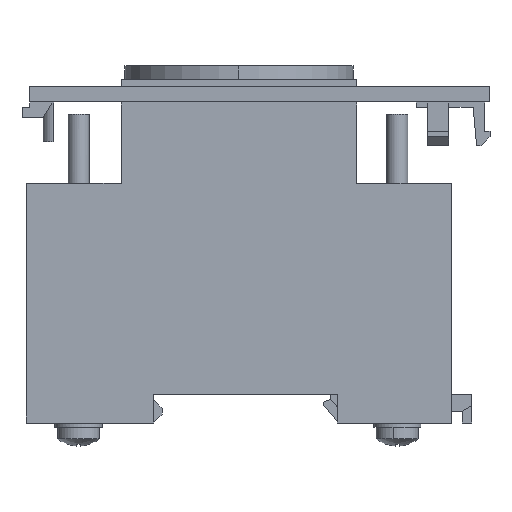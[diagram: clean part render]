
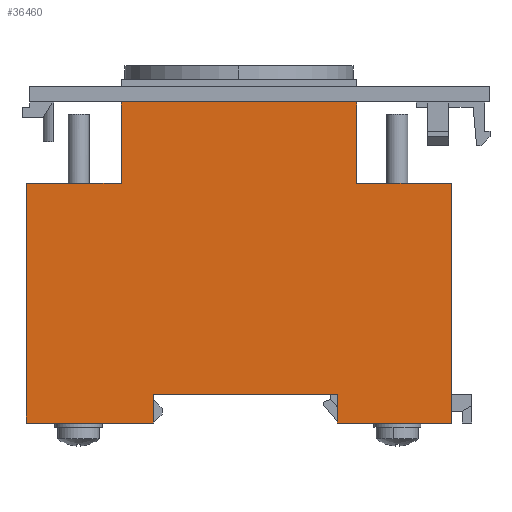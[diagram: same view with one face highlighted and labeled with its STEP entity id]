
A CAD part, left-side view. The second image highlights one B-rep face of the part: STEP entity #36460.
In plain terms, the highlighted planar face has unit normal (-1, 0, 0).
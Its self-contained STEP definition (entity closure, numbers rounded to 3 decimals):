
#21850=CARTESIAN_POINT('',(2.85,12.55,
-26.9));
#21860=DIRECTION('',(-1.,0.,0.));
#21870=DIRECTION('',(0.,0.,1.));
#21880=AXIS2_PLACEMENT_3D('',#21850,#21860,#21870);
#21890=PLANE('',#21880);
#21910=CARTESIAN_POINT('',(2.85,75.35,41.));
#21920=DIRECTION('',(0.,0.,-1.));
#21930=VECTOR('',#21920,1.);
#21940=LINE('',#21910,#21930);
#21980=CARTESIAN_POINT('',(2.85,30.55,41.));
#21990=DIRECTION('',(0.,0.,1.));
#22000=VECTOR('',#21990,1.);
#22010=LINE('',#21980,#22000);
#25880=CARTESIAN_POINT('',(2.85,30.55,34.15));
#25890=VERTEX_POINT('',#25880);
#25920=CARTESIAN_POINT('',(2.85,0.,34.15));
#25930=DIRECTION('',(0.,-1.,0.));
#25940=VECTOR('',#25930,1.);
#25950=LINE('',#25920,#25940);
#25960=CARTESIAN_POINT('',(2.85,75.35,34.15));
#25970=VERTEX_POINT('',#25960);
#25980=EDGE_CURVE('',#25970,#25890,#25950,.T.);
#35690=CARTESIAN_POINT('',(2.85,30.55,18.65));
#35700=VERTEX_POINT('',#35690);
#35710=EDGE_CURVE('',#35700,#25890,#22010,.T.);
#35720=ORIENTED_EDGE('',*,*,#35710,.T.);
#35730=CARTESIAN_POINT('',(2.85,30.55,18.65));
#35740=DIRECTION('',(0.,-1.,0.));
#35750=VECTOR('',#35740,1.);
#35760=LINE('',#35730,#35750);
#35770=CARTESIAN_POINT('',(2.85,12.55,18.65));
#35780=VERTEX_POINT('',#35770);
#35790=EDGE_CURVE('',#35700,#35780,#35760,.T.);
#35800=ORIENTED_EDGE('',*,*,#35790,.F.);
#35810=CARTESIAN_POINT('',(2.85,12.55,18.65));
#35820=DIRECTION('',(0.,0.,-1.));
#35830=VECTOR('',#35820,1.);
#35840=LINE('',#35810,#35830);
#35850=CARTESIAN_POINT('',(2.85,12.55,-26.9));
#35860=VERTEX_POINT('',#35850);
#35870=EDGE_CURVE('',#35780,#35860,#35840,.T.);
#35880=ORIENTED_EDGE('',*,*,#35870,.F.);
#35890=CARTESIAN_POINT('',(2.85,34.25,-26.9));
#35900=DIRECTION('',(0.,-1.,0.));
#35910=VECTOR('',#35900,1.);
#35920=LINE('',#35890,#35910);
#35930=CARTESIAN_POINT('',(2.85,34.25,-26.9));
#35940=VERTEX_POINT('',#35930);
#35950=EDGE_CURVE('',#35940,#35860,#35920,.T.);
#35960=ORIENTED_EDGE('',*,*,#35950,.T.);
#35970=CARTESIAN_POINT('',(2.85,34.25,-26.9));
#35980=DIRECTION('',(0.,0.,1.));
#35990=VECTOR('',#35980,1.);
#36000=LINE('',#35970,#35990);
#36010=CARTESIAN_POINT('',(2.85,34.25,-21.4));
#36020=VERTEX_POINT('',#36010);
#36030=EDGE_CURVE('',#35940,#36020,#36000,.T.);
#36040=ORIENTED_EDGE('',*,*,#36030,.F.);
#36050=CARTESIAN_POINT('',(2.85,34.25,-21.4));
#36060=DIRECTION('',(0.,1.,0.));
#36070=VECTOR('',#36060,1.);
#36080=LINE('',#36050,#36070);
#36090=CARTESIAN_POINT('',(2.85,69.25,-21.4));
#36100=VERTEX_POINT('',#36090);
#36110=EDGE_CURVE('',#36020,#36100,#36080,.T.);
#36120=ORIENTED_EDGE('',*,*,#36110,.F.);
#36130=CARTESIAN_POINT('',(2.85,69.25,-21.4));
#36140=DIRECTION('',(0.,0.,-1.));
#36150=VECTOR('',#36140,1.);
#36160=LINE('',#36130,#36150);
#36170=CARTESIAN_POINT('',(2.85,69.25,-26.9));
#36180=VERTEX_POINT('',#36170);
#36190=EDGE_CURVE('',#36100,#36180,#36160,.T.);
#36200=ORIENTED_EDGE('',*,*,#36190,.F.);
#36210=CARTESIAN_POINT('',(2.85,93.35,-26.9));
#36220=DIRECTION('',(0.,-1.,0.));
#36230=VECTOR('',#36220,1.);
#36240=LINE('',#36210,#36230);
#36250=CARTESIAN_POINT('',(2.85,93.35,-26.9));
#36260=VERTEX_POINT('',#36250);
#36270=EDGE_CURVE('',#36260,#36180,#36240,.T.);
#36280=ORIENTED_EDGE('',*,*,#36270,.T.);
#36290=CARTESIAN_POINT('',(2.85,93.35,18.65));
#36300=DIRECTION('',(0.,0.,-1.));
#36310=VECTOR('',#36300,1.);
#36320=LINE('',#36290,#36310);
#36330=CARTESIAN_POINT('',(2.85,93.35,18.65));
#36340=VERTEX_POINT('',#36330);
#36350=EDGE_CURVE('',#36340,#36260,#36320,.T.);
#36360=ORIENTED_EDGE('',*,*,#36350,.T.);
#36370=CARTESIAN_POINT('',(2.85,75.35,18.65));
#36380=VERTEX_POINT('',#36370);
#36390=EDGE_CURVE('',#36340,#36380,#35760,.T.);
#36400=ORIENTED_EDGE('',*,*,#36390,.F.);
#36410=EDGE_CURVE('',#25970,#36380,#21940,.T.);
#36420=ORIENTED_EDGE('',*,*,#36410,.T.);
#36430=ORIENTED_EDGE('',*,*,#25980,.F.);
#36440=EDGE_LOOP('',(#36430,#36420,#36400,#36360,#36280,#36200,#36120,
#36040,#35960,#35880,#35800,#35720));
#36450=FACE_OUTER_BOUND('',#36440,.T.);
#36460=ADVANCED_FACE('',(#36450),#21890,.T.);
